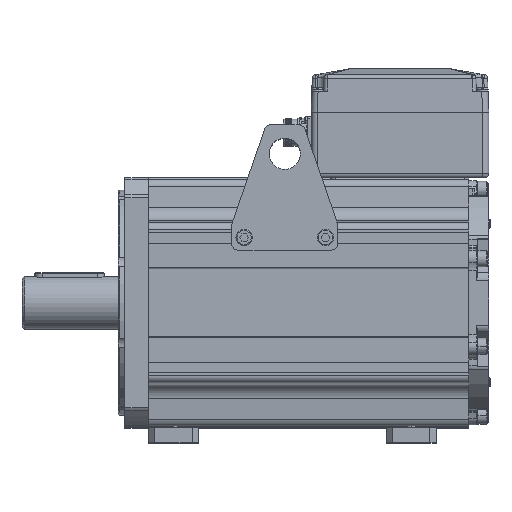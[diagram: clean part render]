
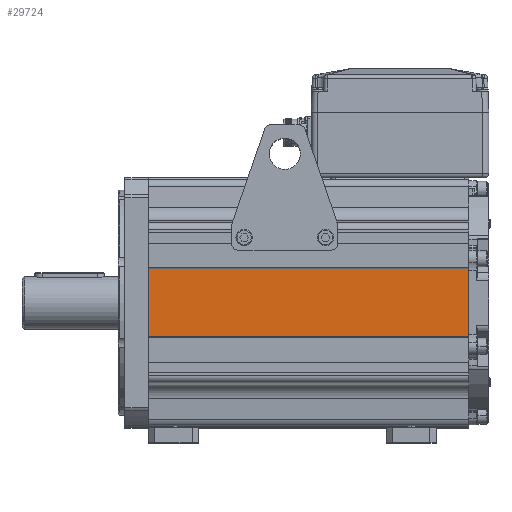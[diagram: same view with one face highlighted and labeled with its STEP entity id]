
A CAD part, top view. The second image highlights one B-rep face of the part: STEP entity #29724.
In plain terms, the highlighted planar face has unit normal (0, 0, 1).
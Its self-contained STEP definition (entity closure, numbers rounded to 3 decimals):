
#26792=DIRECTION('',(-1.,0.,0.));
#26793=VECTOR('',#26792,256.);
#26794=CARTESIAN_POINT('',(357.,27.,95.5));
#26795=LINE('',#26794,#26793);
#26800=DIRECTION('',(0.,1.,0.));
#26801=VECTOR('',#26800,54.);
#26802=CARTESIAN_POINT('',(101.,-27.,95.5));
#26803=LINE('',#26802,#26801);
#26804=DIRECTION('',(0.,-1.,0.));
#26805=VECTOR('',#26804,54.);
#26806=CARTESIAN_POINT('',(357.,27.,95.5));
#26807=LINE('',#26806,#26805);
#26808=DIRECTION('',(-1.,0.,0.));
#26809=VECTOR('',#26808,256.);
#26810=CARTESIAN_POINT('',(357.,-27.,95.5));
#26811=LINE('',#26810,#26809);
#26940=CARTESIAN_POINT('',(357.,-27.,95.5));
#26941=CARTESIAN_POINT('',(101.,-27.,95.5));
#26942=VERTEX_POINT('',#26940);
#26943=VERTEX_POINT('',#26941);
#27076=CARTESIAN_POINT('',(101.,27.,95.5));
#27077=VERTEX_POINT('',#27076);
#27078=CARTESIAN_POINT('',(357.,27.,95.5));
#27079=VERTEX_POINT('',#27078);
#29711=CARTESIAN_POINT('',(357.,-27.,95.5));
#29712=DIRECTION('',(0.,0.,1.));
#29713=DIRECTION('',(0.,1.,0.));
#29714=AXIS2_PLACEMENT_3D('',#29711,#29712,#29713);
#29715=PLANE('',#29714);
#29717=ORIENTED_EDGE('',*,*,#29716,.T.);
#29718=ORIENTED_EDGE('',*,*,#29704,.F.);
#29719=ORIENTED_EDGE('',*,*,#27583,.T.);
#29721=ORIENTED_EDGE('',*,*,#29720,.T.);
#29722=EDGE_LOOP('',(#29717,#29718,#29719,#29721));
#29723=FACE_OUTER_BOUND('',#29722,.F.);
#29724=ADVANCED_FACE('',(#29723),#29715,.T.);
#27583=EDGE_CURVE('',#27079,#26942,#26807,.T.);
#29704=EDGE_CURVE('',#27079,#27077,#26795,.T.);
#29716=EDGE_CURVE('',#26943,#27077,#26803,.T.);
#29720=EDGE_CURVE('',#26942,#26943,#26811,.T.);
